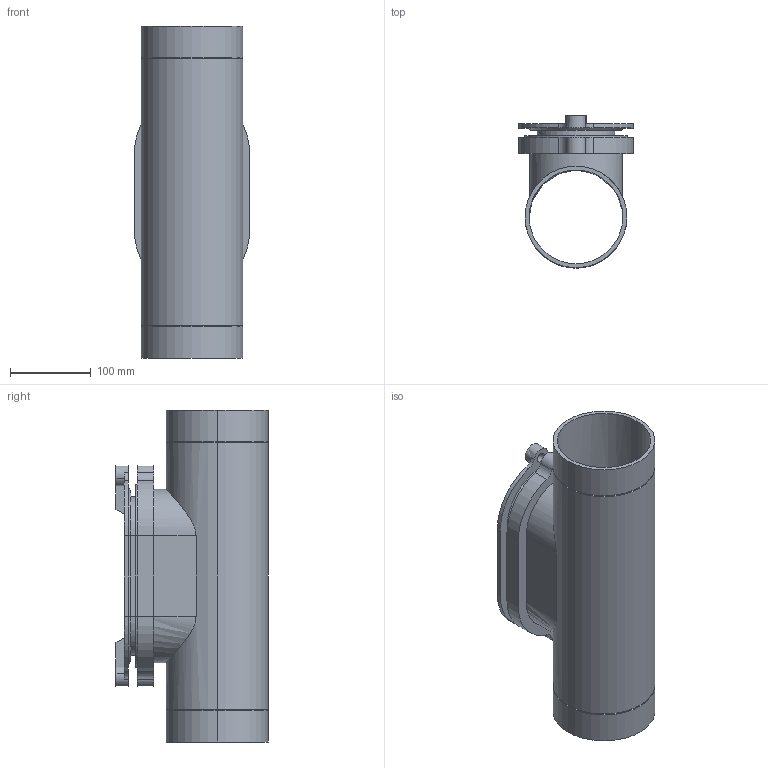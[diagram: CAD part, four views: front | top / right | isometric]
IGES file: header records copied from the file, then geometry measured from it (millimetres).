
Global section: file name: No Iges File Name specified; native system: Autodesk Inventor 2011; preprocessor: AutoDesk Inventor Iges Exporter R2011; author: Marco; date: 20120916.101352; units: millimetre
Bounding box: 142 x 187.72 x 410 mm (x, y, z)
Volume: 1344999.8 mm3; surface area: 518136.4 mm2
Topology: 2 solids, 2 shells, 137 faces, 354 edges, 222 vertices
Faces by surface type: plane 54, bspline 38, cylinder 21, revolution 18, cone 6
